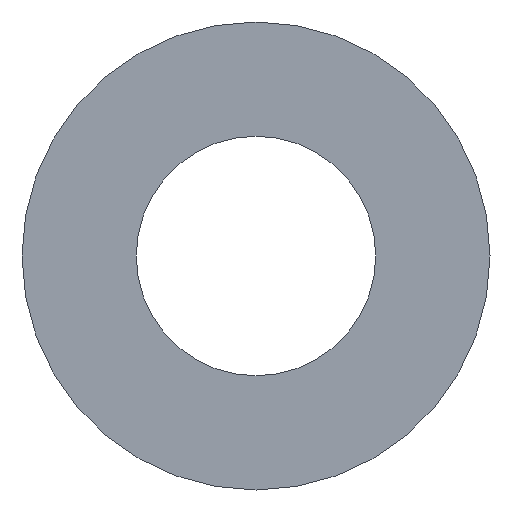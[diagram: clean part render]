
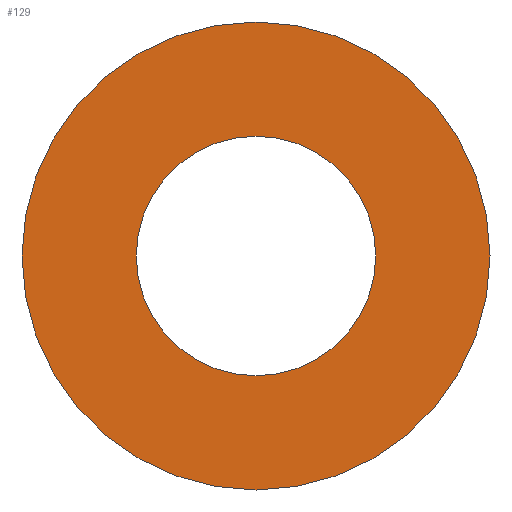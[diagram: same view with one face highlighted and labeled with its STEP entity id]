
A CAD part, front view. The second image highlights one B-rep face of the part: STEP entity #129.
In plain terms, the highlighted planar face has unit normal (0, -1, 0).
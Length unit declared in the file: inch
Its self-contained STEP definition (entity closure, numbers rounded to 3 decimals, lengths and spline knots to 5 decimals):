
#7 = CARTESIAN_POINT ( 'NONE',  ( 0., 0., -0.1875 ) ) ;
#11 = DIRECTION ( 'NONE',  ( 0., 0., 1. ) ) ;
#14 = EDGE_CURVE ( 'NONE', #107, #91, #208, .T. ) ;
#21 = ORIENTED_EDGE ( 'NONE', *, *, #108, .F. ) ;
#22 = AXIS2_PLACEMENT_3D ( 'NONE', #218, #199, #11 ) ;
#24 = VERTEX_POINT ( 'NONE', #7 ) ;
#26 = CARTESIAN_POINT ( 'NONE',  ( 0., 0., 0. ) ) ;
#30 = DIRECTION ( 'NONE',  ( 0., 0., 1. ) ) ;
#33 = DIRECTION ( 'NONE',  ( 0., 0., 1. ) ) ;
#35 = CARTESIAN_POINT ( 'NONE',  ( 0., 0., 0.096 ) ) ;
#36 = DIRECTION ( 'NONE',  ( 0., 1., 0. ) ) ;
#41 = EDGE_LOOP ( 'NONE', ( #87, #143 ) ) ;
#42 = CIRCLE ( 'NONE', #22, 0.096 ) ;
#65 = DIRECTION ( 'NONE',  ( 0., 1., 0. ) ) ;
#69 = AXIS2_PLACEMENT_3D ( 'NONE', #113, #65, #187 ) ;
#76 = CARTESIAN_POINT ( 'NONE',  ( 0., 0., 0.1875 ) ) ;
#79 = CARTESIAN_POINT ( 'NONE',  ( 0., 0., 0. ) ) ;
#81 = CARTESIAN_POINT ( 'NONE',  ( 0., 0., -0.096 ) ) ;
#85 = EDGE_CURVE ( 'NONE', #91, #107, #42, .T. ) ;
#87 = ORIENTED_EDGE ( 'NONE', *, *, #85, .T. ) ;
#91 = VERTEX_POINT ( 'NONE', #81 ) ;
#96 = AXIS2_PLACEMENT_3D ( 'NONE', #112, #36, #33 ) ;
#97 = DIRECTION ( 'NONE',  ( 0., 1., 0. ) ) ;
#107 = VERTEX_POINT ( 'NONE', #35 ) ;
#108 = EDGE_CURVE ( 'NONE', #142, #24, #167, .T. ) ;
#109 = AXIS2_PLACEMENT_3D ( 'NONE', #26, #162, #30 ) ;
#112 = CARTESIAN_POINT ( 'NONE',  ( 0., 0., 0. ) ) ;
#113 = CARTESIAN_POINT ( 'NONE',  ( 0., 0., 0. ) ) ;
#126 = ORIENTED_EDGE ( 'NONE', *, *, #136, .F. ) ;
#127 = AXIS2_PLACEMENT_3D ( 'NONE', #79, #97, #220 ) ;
#129 = ADVANCED_FACE ( 'NONE', ( #172, #206 ), #203, .F. ) ;
#136 = EDGE_CURVE ( 'NONE', #24, #142, #195, .T. ) ;
#142 = VERTEX_POINT ( 'NONE', #76 ) ;
#143 = ORIENTED_EDGE ( 'NONE', *, *, #14, .T. ) ;
#161 = EDGE_LOOP ( 'NONE', ( #126, #21 ) ) ;
#162 = DIRECTION ( 'NONE',  ( 0., 1., 0. ) ) ;
#167 = CIRCLE ( 'NONE', #69, 0.1875 ) ;
#172 = FACE_OUTER_BOUND ( 'NONE', #161, .T. ) ;
#187 = DIRECTION ( 'NONE',  ( 0., 0., 1. ) ) ;
#195 = CIRCLE ( 'NONE', #96, 0.1875 ) ;
#199 = DIRECTION ( 'NONE',  ( 0., 1., 0. ) ) ;
#203 = PLANE ( 'NONE',  #127 ) ;
#206 = FACE_BOUND ( 'NONE', #41, .T. ) ;
#208 = CIRCLE ( 'NONE', #109, 0.096 ) ;
#218 = CARTESIAN_POINT ( 'NONE',  ( 0., 0., 0. ) ) ;
#220 = DIRECTION ( 'NONE',  ( 0., 0., 1. ) ) ;
